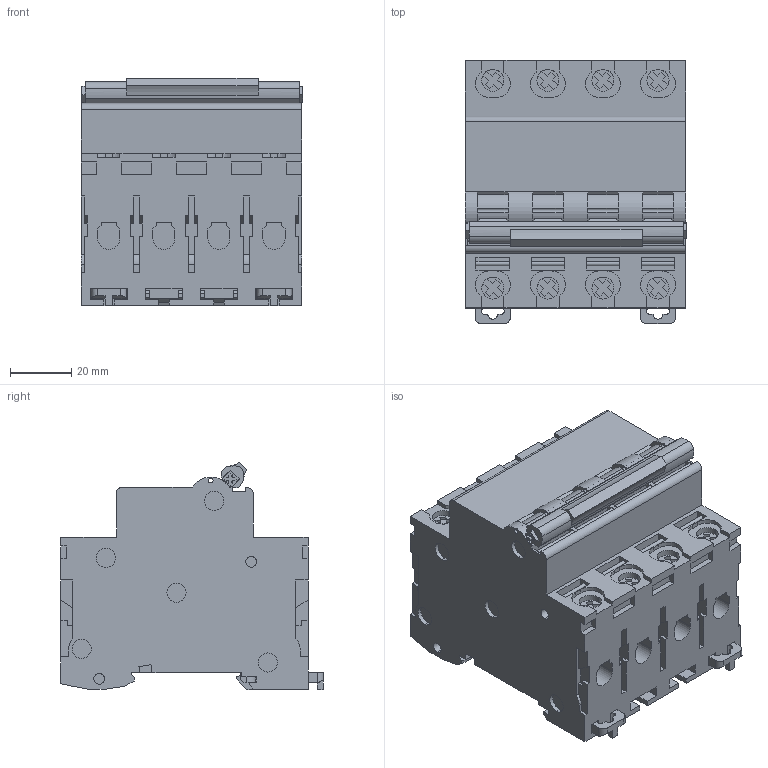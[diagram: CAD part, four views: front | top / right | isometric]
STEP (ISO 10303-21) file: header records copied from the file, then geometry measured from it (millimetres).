
FILE_DESCRIPTION((''),'2;1');
FILE_NAME('SB110514_3D-SIMPLIFIED','2013-01-15T',('mcordero'),(''),'PRO/ENGINEER BY PARAMETRIC TECHNOLOGY CORPORATION, 2006170','PRO/ENGINEER BY PARAMETRIC TECHNOLOGY CORPORATION, 2006170','');
FILE_SCHEMA(('CONFIG_CONTROL_DESIGN'));
Length unit declared in the file: millimetre
Products named in the file (1): SB110514_3D-SIMPLIFIED
Bounding box: 72.4 x 85.87 x 74.23 mm (x, y, z)
Volume: 312676.5 mm3; surface area: 47289.6 mm2
Topology: 1 solids, 22 shells, 1134 faces, 3234 edges, 2174 vertices
Faces by surface type: plane 910, cylinder 224
Entity records: 36956 total; most frequent: CARTESIAN_POINT 6658, ORIENTED_EDGE 6468, DIRECTION 6114, EDGE_CURVE 3234, VECTOR 2578, LINE 2578, VERTEX_POINT 2174, AXIS2_PLACEMENT_3D 1768
